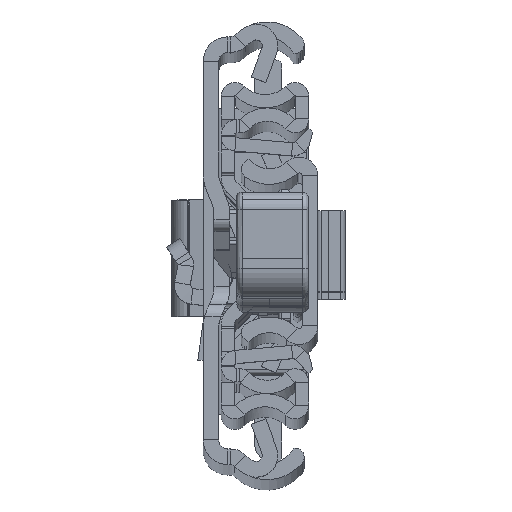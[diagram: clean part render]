
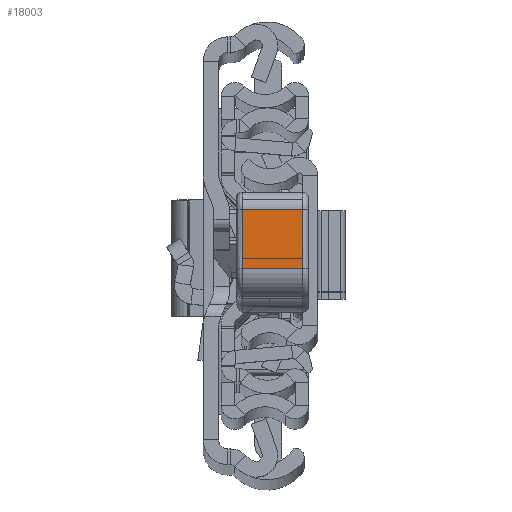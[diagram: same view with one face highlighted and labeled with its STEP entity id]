
A CAD part, top view. The second image highlights one B-rep face of the part: STEP entity #18003.
In plain terms, the highlighted face is planar.
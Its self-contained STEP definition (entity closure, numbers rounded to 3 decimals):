
#935 = LINE ( 'NONE', #30861, #8269 ) ;
#2403 = DIRECTION ( 'NONE',  ( 0., 0., 1. ) ) ;
#3750 = ORIENTED_EDGE ( 'NONE', *, *, #12888, .F. ) ;
#6119 = ORIENTED_EDGE ( 'NONE', *, *, #6269, .F. ) ;
#6269 = EDGE_CURVE ( 'NONE', #32016, #23164, #23290, .T. ) ;
#6897 = CARTESIAN_POINT ( 'NONE',  ( 39.55, -12.274, -11. ) ) ;
#8269 = VECTOR ( 'NONE', #36226, 1000. ) ;
#8933 = CARTESIAN_POINT ( 'NONE',  ( 39.55, -12.274, -10. ) ) ;
#8988 = DIRECTION ( 'NONE',  ( 0.027, 1., 0. ) ) ;
#10942 = DIRECTION ( 'NONE',  ( 0., 0., -1. ) ) ;
#11499 = VECTOR ( 'NONE', #8988, 1000. ) ;
#11623 = EDGE_LOOP ( 'NONE', ( #6119, #14478, #29751, #3750 ) ) ;
#12888 = EDGE_CURVE ( 'NONE', #23164, #34006, #26433, .T. ) ;
#13267 = PLANE ( 'NONE',  #14059 ) ;
#13831 = FACE_OUTER_BOUND ( 'NONE', #11623, .T. ) ;
#14059 = AXIS2_PLACEMENT_3D ( 'NONE', #6897, #15335, #36421 ) ;
#14290 = CARTESIAN_POINT ( 'NONE',  ( 39.55, -12.274, -11. ) ) ;
#14478 = ORIENTED_EDGE ( 'NONE', *, *, #33834, .F. ) ;
#14932 = EDGE_CURVE ( 'NONE', #34006, #26896, #25530, .T. ) ;
#15335 = DIRECTION ( 'NONE',  ( -1., 0.027, 0. ) ) ;
#17580 = CARTESIAN_POINT ( 'NONE',  ( 39.818, -2.465, 0. ) ) ;
#18003 = ADVANCED_FACE ( 'NONE', ( #13831 ), #13267, .F. ) ;
#21336 = CARTESIAN_POINT ( 'NONE',  ( 39.818, -2.465, -10. ) ) ;
#23164 = VERTEX_POINT ( 'NONE', #37112 ) ;
#23290 = LINE ( 'NONE', #14290, #36749 ) ;
#23729 = CARTESIAN_POINT ( 'NONE',  ( 39.55, -12.274, 0. ) ) ;
#25113 = VECTOR ( 'NONE', #10942, 1000. ) ;
#25530 = LINE ( 'NONE', #37214, #25113 ) ;
#26433 = LINE ( 'NONE', #23729, #11499 ) ;
#26896 = VERTEX_POINT ( 'NONE', #21336 ) ;
#29751 = ORIENTED_EDGE ( 'NONE', *, *, #14932, .F. ) ;
#30861 = CARTESIAN_POINT ( 'NONE',  ( 39.55, -12.274, -10. ) ) ;
#32016 = VERTEX_POINT ( 'NONE', #8933 ) ;
#33834 = EDGE_CURVE ( 'NONE', #26896, #32016, #935, .T. ) ;
#34006 = VERTEX_POINT ( 'NONE', #17580 ) ;
#36226 = DIRECTION ( 'NONE',  ( -0.027, -1., 0. ) ) ;
#36421 = DIRECTION ( 'NONE',  ( -0.027, -1., 0. ) ) ;
#36749 = VECTOR ( 'NONE', #2403, 1000. ) ;
#37112 = CARTESIAN_POINT ( 'NONE',  ( 39.55, -12.274, 0. ) ) ;
#37214 = CARTESIAN_POINT ( 'NONE',  ( 39.818, -2.465, -11. ) ) ;
